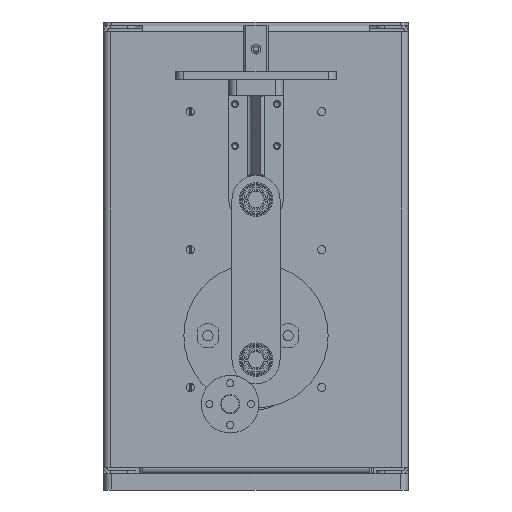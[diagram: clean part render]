
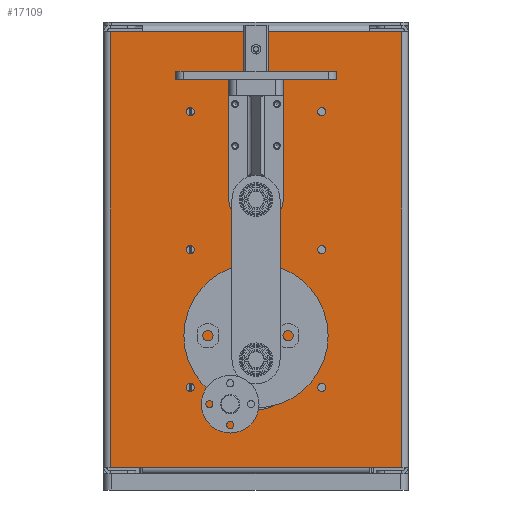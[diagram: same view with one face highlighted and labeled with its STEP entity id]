
A CAD part, front view. The second image highlights one B-rep face of the part: STEP entity #17109.
In plain terms, the highlighted planar face has unit normal (0, -1, 0).
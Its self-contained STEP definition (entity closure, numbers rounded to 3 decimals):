
#499=FACE_BOUND('',#2631,.T.);
#500=FACE_BOUND('',#2632,.T.);
#501=FACE_BOUND('',#2633,.T.);
#502=FACE_BOUND('',#2634,.T.);
#503=FACE_BOUND('',#2635,.T.);
#504=FACE_BOUND('',#2636,.T.);
#505=FACE_BOUND('',#2637,.T.);
#506=FACE_BOUND('',#2638,.T.);
#507=FACE_BOUND('',#2639,.T.);
#508=FACE_BOUND('',#2640,.T.);
#509=FACE_BOUND('',#2641,.T.);
#510=FACE_BOUND('',#2642,.T.);
#511=FACE_BOUND('',#2643,.T.);
#512=FACE_BOUND('',#2644,.T.);
#948=PLANE('',#18565);
#1619=FACE_OUTER_BOUND('',#2630,.T.);
#2630=EDGE_LOOP('',(#12521,#12522,#12523,#12524,#12525,#12526,#12527,#12528));
#2631=EDGE_LOOP('',(#12529));
#2632=EDGE_LOOP('',(#12530));
#2633=EDGE_LOOP('',(#12531));
#2634=EDGE_LOOP('',(#12532));
#2635=EDGE_LOOP('',(#12533));
#2636=EDGE_LOOP('',(#12534));
#2637=EDGE_LOOP('',(#12535));
#2638=EDGE_LOOP('',(#12536));
#2639=EDGE_LOOP('',(#12537));
#2640=EDGE_LOOP('',(#12538));
#2641=EDGE_LOOP('',(#12539));
#2642=EDGE_LOOP('',(#12540));
#2643=EDGE_LOOP('',(#12541));
#2644=EDGE_LOOP('',(#12542));
#4069=LINE('',#26658,#5550);
#4074=LINE('',#26675,#5555);
#4077=LINE('',#26685,#5558);
#4078=LINE('',#26687,#5559);
#4079=LINE('',#26689,#5560);
#4080=LINE('',#26691,#5561);
#4081=LINE('',#26693,#5562);
#4082=LINE('',#26694,#5563);
#5550=VECTOR('',#21089,10.);
#5555=VECTOR('',#21112,10.);
#5558=VECTOR('',#21121,10.);
#5559=VECTOR('',#21122,10.);
#5560=VECTOR('',#21123,10.);
#5561=VECTOR('',#21124,10.);
#5562=VECTOR('',#21125,10.);
#5563=VECTOR('',#21126,10.);
#6892=CIRCLE('',#18527,2.5);
#6894=CIRCLE('',#18530,2.5);
#6896=CIRCLE('',#18533,2.5);
#6898=CIRCLE('',#18536,2.5);
#6900=CIRCLE('',#18539,2.5);
#6902=CIRCLE('',#18542,2.5);
#6913=CIRCLE('',#18566,2.15);
#6914=CIRCLE('',#18567,2.15);
#6915=CIRCLE('',#18568,2.15);
#6916=CIRCLE('',#18569,7.);
#6917=CIRCLE('',#18570,2.15);
#6918=CIRCLE('',#18571,1.6);
#6919=CIRCLE('',#18572,1.6);
#6920=CIRCLE('',#18573,1.6);
#7906=VERTEX_POINT('',#26587);
#7908=VERTEX_POINT('',#26593);
#7910=VERTEX_POINT('',#26599);
#7912=VERTEX_POINT('',#26605);
#7914=VERTEX_POINT('',#26611);
#7916=VERTEX_POINT('',#26617);
#7929=VERTEX_POINT('',#26655);
#7930=VERTEX_POINT('',#26657);
#7933=VERTEX_POINT('',#26674);
#7937=VERTEX_POINT('',#26684);
#7938=VERTEX_POINT('',#26686);
#7939=VERTEX_POINT('',#26688);
#7940=VERTEX_POINT('',#26690);
#7941=VERTEX_POINT('',#26692);
#7942=VERTEX_POINT('',#26695);
#7943=VERTEX_POINT('',#26697);
#7944=VERTEX_POINT('',#26699);
#7945=VERTEX_POINT('',#26701);
#7946=VERTEX_POINT('',#26703);
#7947=VERTEX_POINT('',#26705);
#7948=VERTEX_POINT('',#26707);
#7949=VERTEX_POINT('',#26709);
#9631=EDGE_CURVE('',#7906,#7906,#6892,.T.);
#9634=EDGE_CURVE('',#7908,#7908,#6894,.T.);
#9637=EDGE_CURVE('',#7910,#7910,#6896,.T.);
#9640=EDGE_CURVE('',#7912,#7912,#6898,.T.);
#9643=EDGE_CURVE('',#7914,#7914,#6900,.T.);
#9646=EDGE_CURVE('',#7916,#7916,#6902,.T.);
#9665=EDGE_CURVE('',#7930,#7929,#4069,.T.);
#9673=EDGE_CURVE('',#7933,#7930,#4074,.T.);
#9678=EDGE_CURVE('',#7929,#7937,#4077,.T.);
#9679=EDGE_CURVE('',#7937,#7938,#4078,.T.);
#9680=EDGE_CURVE('',#7938,#7939,#4079,.T.);
#9681=EDGE_CURVE('',#7939,#7940,#4080,.T.);
#9682=EDGE_CURVE('',#7940,#7941,#4081,.T.);
#9683=EDGE_CURVE('',#7941,#7933,#4082,.T.);
#9684=EDGE_CURVE('',#7942,#7942,#6913,.T.);
#9685=EDGE_CURVE('',#7943,#7943,#6914,.T.);
#9686=EDGE_CURVE('',#7944,#7944,#6915,.T.);
#9687=EDGE_CURVE('',#7945,#7945,#6916,.T.);
#9688=EDGE_CURVE('',#7946,#7946,#6917,.T.);
#9689=EDGE_CURVE('',#7947,#7947,#6918,.T.);
#9690=EDGE_CURVE('',#7948,#7948,#6919,.T.);
#9691=EDGE_CURVE('',#7949,#7949,#6920,.T.);
#12521=ORIENTED_EDGE('',*,*,#9673,.T.);
#12522=ORIENTED_EDGE('',*,*,#9665,.T.);
#12523=ORIENTED_EDGE('',*,*,#9678,.T.);
#12524=ORIENTED_EDGE('',*,*,#9679,.T.);
#12525=ORIENTED_EDGE('',*,*,#9680,.T.);
#12526=ORIENTED_EDGE('',*,*,#9681,.T.);
#12527=ORIENTED_EDGE('',*,*,#9682,.T.);
#12528=ORIENTED_EDGE('',*,*,#9683,.T.);
#12529=ORIENTED_EDGE('',*,*,#9631,.T.);
#12530=ORIENTED_EDGE('',*,*,#9634,.T.);
#12531=ORIENTED_EDGE('',*,*,#9637,.T.);
#12532=ORIENTED_EDGE('',*,*,#9640,.T.);
#12533=ORIENTED_EDGE('',*,*,#9643,.T.);
#12534=ORIENTED_EDGE('',*,*,#9646,.T.);
#12535=ORIENTED_EDGE('',*,*,#9684,.T.);
#12536=ORIENTED_EDGE('',*,*,#9685,.T.);
#12537=ORIENTED_EDGE('',*,*,#9686,.T.);
#12538=ORIENTED_EDGE('',*,*,#9687,.T.);
#12539=ORIENTED_EDGE('',*,*,#9688,.T.);
#12540=ORIENTED_EDGE('',*,*,#9689,.T.);
#12541=ORIENTED_EDGE('',*,*,#9690,.T.);
#12542=ORIENTED_EDGE('',*,*,#9691,.T.);
#17109=ADVANCED_FACE('',(#1619,#499,#500,#501,#502,#503,#504,#505,#506,
#507,#508,#509,#510,#511,#512),#948,.F.);
#18527=AXIS2_PLACEMENT_3D('',#26589,#21017,#21018);
#18530=AXIS2_PLACEMENT_3D('',#26595,#21024,#21025);
#18533=AXIS2_PLACEMENT_3D('',#26601,#21031,#21032);
#18536=AXIS2_PLACEMENT_3D('',#26607,#21038,#21039);
#18539=AXIS2_PLACEMENT_3D('',#26613,#21045,#21046);
#18542=AXIS2_PLACEMENT_3D('',#26619,#21052,#21053);
#18565=AXIS2_PLACEMENT_3D('',#26683,#21119,#21120);
#18566=AXIS2_PLACEMENT_3D('',#26696,#21127,#21128);
#18567=AXIS2_PLACEMENT_3D('',#26698,#21129,#21130);
#18568=AXIS2_PLACEMENT_3D('',#26700,#21131,#21132);
#18569=AXIS2_PLACEMENT_3D('',#26702,#21133,#21134);
#18570=AXIS2_PLACEMENT_3D('',#26704,#21135,#21136);
#18571=AXIS2_PLACEMENT_3D('',#26706,#21137,#21138);
#18572=AXIS2_PLACEMENT_3D('',#26708,#21139,#21140);
#18573=AXIS2_PLACEMENT_3D('',#26710,#21141,#21142);
#21017=DIRECTION('center_axis',(0.,1.,0.));
#21018=DIRECTION('ref_axis',(-1.,0.,0.));
#21024=DIRECTION('center_axis',(0.,1.,0.));
#21025=DIRECTION('ref_axis',(-1.,0.,0.));
#21031=DIRECTION('center_axis',(0.,1.,0.));
#21032=DIRECTION('ref_axis',(-1.,0.,0.));
#21038=DIRECTION('center_axis',(0.,1.,0.));
#21039=DIRECTION('ref_axis',(-1.,0.,0.));
#21045=DIRECTION('center_axis',(0.,1.,0.));
#21046=DIRECTION('ref_axis',(-1.,0.,0.));
#21052=DIRECTION('center_axis',(0.,1.,0.));
#21053=DIRECTION('ref_axis',(-1.,0.,0.));
#21089=DIRECTION('',(-1.,0.,0.));
#21112=DIRECTION('',(-1.,0.,0.));
#21119=DIRECTION('center_axis',(0.,1.,0.));
#21120=DIRECTION('ref_axis',(1.,0.,0.));
#21121=DIRECTION('',(-1.,0.,0.));
#21122=DIRECTION('',(0.,0.,-1.));
#21123=DIRECTION('',(1.,0.,0.));
#21124=DIRECTION('',(1.,0.,0.));
#21125=DIRECTION('',(1.,0.,0.));
#21126=DIRECTION('',(0.,0.,1.));
#21127=DIRECTION('center_axis',(0.,1.,0.));
#21128=DIRECTION('ref_axis',(1.,0.,0.));
#21129=DIRECTION('center_axis',(0.,1.,0.));
#21130=DIRECTION('ref_axis',(1.,0.,0.));
#21131=DIRECTION('center_axis',(0.,1.,0.));
#21132=DIRECTION('ref_axis',(1.,0.,0.));
#21133=DIRECTION('center_axis',(0.,1.,0.));
#21134=DIRECTION('ref_axis',(1.,0.,0.));
#21135=DIRECTION('center_axis',(0.,1.,0.));
#21136=DIRECTION('ref_axis',(1.,0.,0.));
#21137=DIRECTION('center_axis',(0.,1.,0.));
#21138=DIRECTION('ref_axis',(1.,0.,0.));
#21139=DIRECTION('center_axis',(0.,1.,0.));
#21140=DIRECTION('ref_axis',(1.,0.,0.));
#21141=DIRECTION('center_axis',(0.,1.,0.));
#21142=DIRECTION('ref_axis',(1.,0.,0.));
#26587=CARTESIAN_POINT('',(-38.5,0.,-86.));
#26589=CARTESIAN_POINT('Origin',(-41.,0.,-86.));
#26593=CARTESIAN_POINT('',(43.5,0.,86.));
#26595=CARTESIAN_POINT('Origin',(41.,0.,86.));
#26599=CARTESIAN_POINT('',(-38.5,0.,0.));
#26601=CARTESIAN_POINT('Origin',(-41.,0.,0.));
#26605=CARTESIAN_POINT('',(43.5,0.,-86.));
#26607=CARTESIAN_POINT('Origin',(41.,0.,-86.));
#26611=CARTESIAN_POINT('',(43.5,0.,0.));
#26613=CARTESIAN_POINT('Origin',(41.,0.,0.));
#26617=CARTESIAN_POINT('',(-38.5,0.,86.));
#26619=CARTESIAN_POINT('Origin',(-41.,0.,86.));
#26655=CARTESIAN_POINT('',(-71.,0.,136.));
#26657=CARTESIAN_POINT('',(71.,0.,136.));
#26658=CARTESIAN_POINT('',(-35.5,0.,136.));
#26674=CARTESIAN_POINT('',(91.,0.,136.));
#26675=CARTESIAN_POINT('',(-35.5,0.,136.));
#26683=CARTESIAN_POINT('Origin',(0.,0.,0.));
#26684=CARTESIAN_POINT('',(-91.,0.,136.));
#26685=CARTESIAN_POINT('',(-35.5,0.,136.));
#26686=CARTESIAN_POINT('',(-91.,0.,-136.));
#26687=CARTESIAN_POINT('',(-91.,0.,-70.));
#26688=CARTESIAN_POINT('',(-71.,0.,-136.));
#26689=CARTESIAN_POINT('',(35.5,0.,-136.));
#26690=CARTESIAN_POINT('',(71.,0.,-136.));
#26691=CARTESIAN_POINT('',(35.5,0.,-136.));
#26692=CARTESIAN_POINT('',(91.,0.,-136.));
#26693=CARTESIAN_POINT('',(35.5,0.,-136.));
#26694=CARTESIAN_POINT('',(91.,0.,70.));
#26695=CARTESIAN_POINT('',(-2.15,0.,-53.));
#26696=CARTESIAN_POINT('Origin',(0.,0.,-53.));
#26697=CARTESIAN_POINT('',(-23.15,0.,-74.));
#26698=CARTESIAN_POINT('Origin',(-21.,0.,-74.));
#26699=CARTESIAN_POINT('',(18.85,0.,-74.));
#26700=CARTESIAN_POINT('Origin',(21.,0.,-74.));
#26701=CARTESIAN_POINT('',(-7.,0.,-74.));
#26702=CARTESIAN_POINT('Origin',(0.,0.,-74.));
#26703=CARTESIAN_POINT('',(-2.15,0.,-95.));
#26704=CARTESIAN_POINT('Origin',(0.,0.,-95.));
#26705=CARTESIAN_POINT('',(-1.6,0.,125.));
#26706=CARTESIAN_POINT('Origin',(0.,0.,125.));
#26707=CARTESIAN_POINT('',(-1.6,0.,65.));
#26708=CARTESIAN_POINT('Origin',(0.,0.,65.));
#26709=CARTESIAN_POINT('',(-1.6,0.,5.));
#26710=CARTESIAN_POINT('Origin',(0.,0.,5.));
